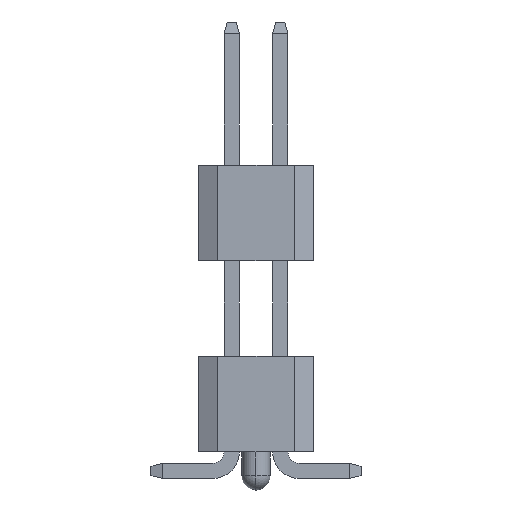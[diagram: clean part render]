
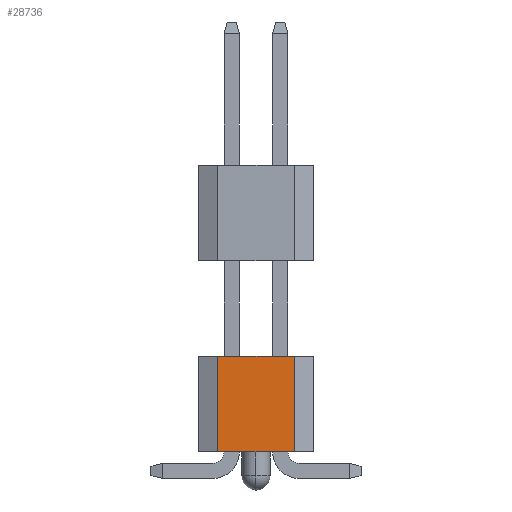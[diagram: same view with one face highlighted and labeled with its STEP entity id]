
A CAD part, left-side view. The second image highlights one B-rep face of the part: STEP entity #28736.
In plain terms, the highlighted planar face has unit normal (-1, 0, 0).
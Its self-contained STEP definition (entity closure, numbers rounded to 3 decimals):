
#1196 = DIRECTION ( 'NONE',  ( 0., -1., 0. ) ) ;
#1393 = CARTESIAN_POINT ( 'NONE',  ( -8.89, -1.5, 2.5 ) ) ;
#2408 = PLANE ( 'NONE',  #21902 ) ;
#2797 = VERTEX_POINT ( 'NONE', #34208 ) ;
#3172 = ORIENTED_EDGE ( 'NONE', *, *, #29941, .F. ) ;
#3369 = LINE ( 'NONE', #31603, #11960 ) ;
#3957 = VECTOR ( 'NONE', #14565, 1000. ) ;
#5090 = DIRECTION ( 'NONE',  ( 0., 0., -1. ) ) ;
#6445 = CARTESIAN_POINT ( 'NONE',  ( -8.89, 1., 0. ) ) ;
#8366 = EDGE_CURVE ( 'NONE', #19040, #2797, #24586, .T. ) ;
#9091 = CARTESIAN_POINT ( 'NONE',  ( -8.89, -1., 2.5 ) ) ;
#10323 = VERTEX_POINT ( 'NONE', #9091 ) ;
#11869 = EDGE_LOOP ( 'NONE', ( #19210, #30653, #16713, #3172 ) ) ;
#11960 = VECTOR ( 'NONE', #1196, 1000. ) ;
#12652 = CARTESIAN_POINT ( 'NONE',  ( -8.89, 1., 0. ) ) ;
#14565 = DIRECTION ( 'NONE',  ( 0., -1., 0. ) ) ;
#16186 = FACE_OUTER_BOUND ( 'NONE', #11869, .T. ) ;
#16580 = VERTEX_POINT ( 'NONE', #31900 ) ;
#16713 = ORIENTED_EDGE ( 'NONE', *, *, #33621, .F. ) ;
#16845 = VECTOR ( 'NONE', #23575, 1000. ) ;
#17606 = EDGE_CURVE ( 'NONE', #2797, #10323, #31602, .T. ) ;
#17673 = DIRECTION ( 'NONE',  ( 1., 0., 0. ) ) ;
#18009 = CARTESIAN_POINT ( 'NONE',  ( -8.89, -1., 0. ) ) ;
#19040 = VERTEX_POINT ( 'NONE', #6445 ) ;
#19210 = ORIENTED_EDGE ( 'NONE', *, *, #8366, .T. ) ;
#20293 = CARTESIAN_POINT ( 'NONE',  ( -8.89, -1.5, 0. ) ) ;
#21902 = AXIS2_PLACEMENT_3D ( 'NONE', #1393, #17673, #5090 ) ;
#23575 = DIRECTION ( 'NONE',  ( 0., 0., 1. ) ) ;
#24586 = LINE ( 'NONE', #20293, #3957 ) ;
#24718 = VECTOR ( 'NONE', #28931, 1000. ) ;
#28736 = ADVANCED_FACE ( 'NONE', ( #16186 ), #2408, .F. ) ;
#28931 = DIRECTION ( 'NONE',  ( 0., 0., 1. ) ) ;
#29941 = EDGE_CURVE ( 'NONE', #19040, #16580, #31626, .T. ) ;
#30653 = ORIENTED_EDGE ( 'NONE', *, *, #17606, .T. ) ;
#31602 = LINE ( 'NONE', #18009, #24718 ) ;
#31603 = CARTESIAN_POINT ( 'NONE',  ( -8.89, -1.5, 2.5 ) ) ;
#31626 = LINE ( 'NONE', #12652, #16845 ) ;
#31900 = CARTESIAN_POINT ( 'NONE',  ( -8.89, 1., 2.5 ) ) ;
#33621 = EDGE_CURVE ( 'NONE', #16580, #10323, #3369, .T. ) ;
#34208 = CARTESIAN_POINT ( 'NONE',  ( -8.89, -1., 0. ) ) ;
